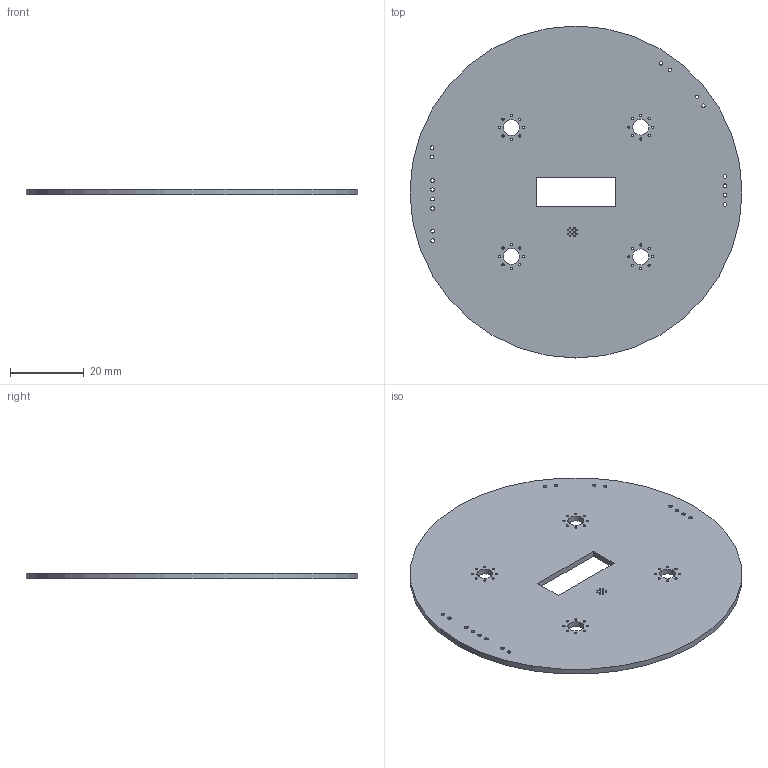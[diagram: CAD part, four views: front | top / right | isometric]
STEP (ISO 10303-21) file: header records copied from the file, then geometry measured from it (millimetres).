
FILE_DESCRIPTION(('KiCad electronic assembly'),'2;1');
FILE_NAME('LED_Coaster.step','2024-11-19T19:11:16',('Pcbnew'),('Kicad'), 'Open CASCADE STEP processor 7.7','KiCad to STEP converter','Unknown' );
FILE_SCHEMA(('AUTOMOTIVE_DESIGN { 1 0 10303 214 1 1 1 1 }'));
Length unit declared in the file: millimetre
Products named in the file (2): LED_Coaster 1; LED_Coaster_PCB
Assembly tree (1 placements, depth 2):
  LED_Coaster 1
    LED_Coaster_PCB
Bounding box: 90 x 90 x 1.6 mm (x, y, z)
Volume: 9778.7 mm3; surface area: 13049.2 mm2
Topology: 1 solids, 1 shells, 71 faces, 207 edges, 138 vertices
Faces by surface type: cylinder 65, plane 6
Full cylindrical faces by diameter (mm): 0.3 x12, 0.6 x32, 0.9 x4, 1 x12, 4.3 x4, 90 x1
Entity records: 2728 total; most frequent: DIRECTION 483, CARTESIAN_POINT 418, ORIENTED_EDGE 414, EDGE_CURVE 207, AXIS2_PLACEMENT_3D 203, FACE_BOUND 201, EDGE_LOOP 201, VERTEX_POINT 138
